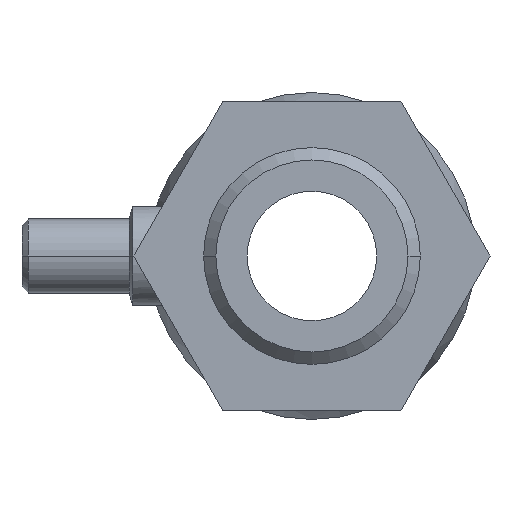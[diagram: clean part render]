
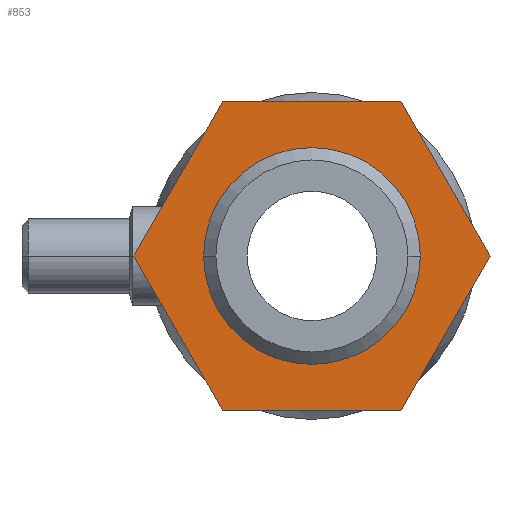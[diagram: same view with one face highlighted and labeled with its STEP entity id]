
A CAD part, left-side view. The second image highlights one B-rep face of the part: STEP entity #853.
In plain terms, the highlighted planar face has unit normal (-1, 0, 0).
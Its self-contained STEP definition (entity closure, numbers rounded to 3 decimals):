
#367 = EDGE_CURVE( '', #829, #915, #1015, .T. );
#399 = VERTEX_POINT( '', #1053 );
#417 = VERTEX_POINT( '', #1072 );
#421 = VERTEX_POINT( '', #1077 );
#499 = EDGE_CURVE( '', #399, #965, #1165, .T. );
#509 = VERTEX_POINT( '', #1176 );
#583 = EDGE_CURVE( '', #849, #399, #1258, .T. );
#589 = EDGE_CURVE( '', #915, #849, #1264, .T. );
#653 = EDGE_CURVE( '', #965, #417, #1335, .T. );
#687 = EDGE_CURVE( '', #421, #509, #1372, .T. );
#691 = EDGE_CURVE( '', #509, #421, #1377, .T. );
#737 = EDGE_CURVE( '', #417, #829, #1429, .T. );
#829 = VERTEX_POINT( '', #1536 );
#849 = VERTEX_POINT( '', #1557 );
#853 = ADVANCED_FACE( '', ( #1562, #1563 ), #1564, .T. );
#915 = VERTEX_POINT( '', #1633 );
#965 = VERTEX_POINT( '', #1691 );
#1015 = LINE( '', #1742, #1743 );
#1053 = CARTESIAN_POINT( '', ( -80., -14.434, 25. ) );
#1072 = CARTESIAN_POINT( '', ( -80., 28.868, 0. ) );
#1077 = CARTESIAN_POINT( '', ( -80., -17.568, 0. ) );
#1165 = LINE( '', #1979, #1980 );
#1176 = CARTESIAN_POINT( '', ( -80., 17.568, 0. ) );
#1258 = LINE( '', #2114, #2115 );
#1264 = LINE( '', #2122, #2123 );
#1335 = LINE( '', #2318, #2319 );
#1372 = CIRCLE( '', #2368, 17.568 );
#1377 = CIRCLE( '', #2374, 17.568 );
#1429 = LINE( '', #2444, #2445 );
#1536 = CARTESIAN_POINT( '', ( -80., 14.434, -25. ) );
#1557 = CARTESIAN_POINT( '', ( -80., -28.868, 0. ) );
#1562 = FACE_OUTER_BOUND( '', #2667, .T. );
#1563 = FACE_BOUND( '', #2668, .T. );
#1564 = PLANE( '', #2669 );
#1633 = CARTESIAN_POINT( '', ( -80., -14.434, -25. ) );
#1691 = CARTESIAN_POINT( '', ( -80., 14.434, 25. ) );
#1742 = CARTESIAN_POINT( '', ( -80., 6.55, -25. ) );
#1743 = VECTOR( '', #2929, 1. );
#1979 = CARTESIAN_POINT( '', ( -80., 20.984, 25. ) );
#1980 = VECTOR( '', #3115, 1. );
#2114 = CARTESIAN_POINT( '', ( -80., -14.6, 24.711 ) );
#2115 = VECTOR( '', #3214, 1. );
#2122 = CARTESIAN_POINT( '', ( -80., -21.817, -12.211 ) );
#2123 = VECTOR( '', #3215, 1. );
#2318 = CARTESIAN_POINT( '', ( -80., 28.701, 0.289 ) );
#2319 = VECTOR( '', #3292, 1. );
#2368 = AXIS2_PLACEMENT_3D( '', #3328, #3329, #3330 );
#2374 = AXIS2_PLACEMENT_3D( '', #3339, #3340, #3341 );
#2444 = CARTESIAN_POINT( '', ( -80., 21.484, -12.789 ) );
#2445 = VECTOR( '', #3399, 1. );
#2667 = EDGE_LOOP( '', ( #3594, #3595, #3596, #3597, #3598, #3599 ) );
#2668 = EDGE_LOOP( '', ( #3600, #3601 ) );
#2669 = AXIS2_PLACEMENT_3D( '', #3602, #3603, #3604 );
#2929 = DIRECTION( '', ( 0., -1., 0. ) );
#3115 = DIRECTION( '', ( 0., 1., 0. ) );
#3214 = DIRECTION( '', ( 0., 0.5, 0.866 ) );
#3215 = DIRECTION( '', ( 0., -0.5, 0.866 ) );
#3292 = DIRECTION( '', ( 0., 0.5, -0.866 ) );
#3328 = CARTESIAN_POINT( '', ( -80., 0., 0. ) );
#3329 = DIRECTION( '', ( -1., 0., 0. ) );
#3330 = DIRECTION( '', ( 0., 1., 0. ) );
#3339 = CARTESIAN_POINT( '', ( -80., 0., 0. ) );
#3340 = DIRECTION( '', ( -1., 0., 0. ) );
#3341 = DIRECTION( '', ( 0., 1., 0. ) );
#3399 = DIRECTION( '', ( 0., -0.5, -0.866 ) );
#3594 = ORIENTED_EDGE( '', *, *, #499, .T. );
#3595 = ORIENTED_EDGE( '', *, *, #653, .T. );
#3596 = ORIENTED_EDGE( '', *, *, #737, .T. );
#3597 = ORIENTED_EDGE( '', *, *, #367, .T. );
#3598 = ORIENTED_EDGE( '', *, *, #589, .T. );
#3599 = ORIENTED_EDGE( '', *, *, #583, .T. );
#3600 = ORIENTED_EDGE( '', *, *, #691, .F. );
#3601 = ORIENTED_EDGE( '', *, *, #687, .F. );
#3602 = CARTESIAN_POINT( '', ( -80., 27.534, 0. ) );
#3603 = DIRECTION( '', ( -1., 0., 0. ) );
#3604 = DIRECTION( '', ( 0., 1., 0. ) );
